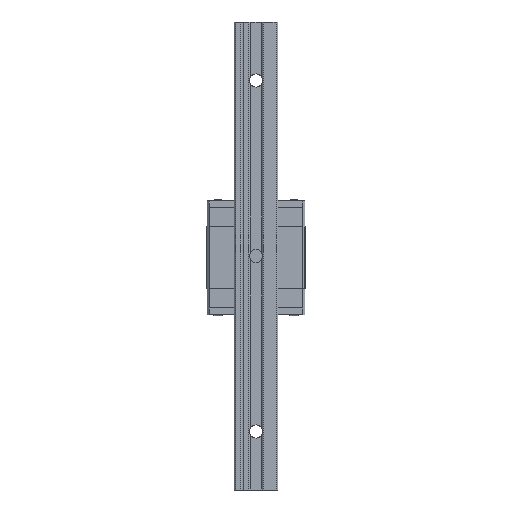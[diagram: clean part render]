
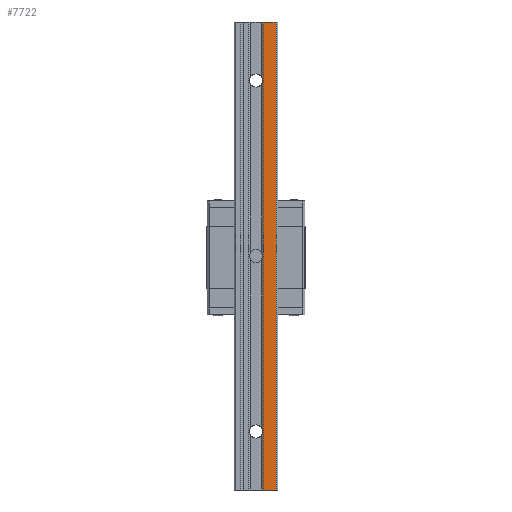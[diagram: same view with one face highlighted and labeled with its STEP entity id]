
A CAD part, front view. The second image highlights one B-rep face of the part: STEP entity #7722.
In plain terms, the highlighted planar face has unit normal (0, -1, 0).
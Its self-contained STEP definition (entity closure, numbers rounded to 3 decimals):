
#633 = CARTESIAN_POINT ( 'NONE',  ( 10., 0., -160. ) ) ;
#1487 = LINE ( 'NONE', #6732, #5567 ) ;
#1560 = LINE ( 'NONE', #633, #4411 ) ;
#1816 = EDGE_CURVE ( 'NONE', #6407, #2690, #7168, .T. ) ;
#1867 = ORIENTED_EDGE ( 'NONE', *, *, #1816, .T. ) ;
#2555 = DIRECTION ( 'NONE',  ( 0., 0., -1. ) ) ;
#2690 = VERTEX_POINT ( 'NONE', #3642 ) ;
#3012 = EDGE_CURVE ( 'NONE', #7553, #6823, #1560, .T. ) ;
#3462 = DIRECTION ( 'NONE',  ( 0., -1., 0. ) ) ;
#3642 = CARTESIAN_POINT ( 'NONE',  ( 14.4, 0., 0. ) ) ;
#3783 = EDGE_CURVE ( 'NONE', #7553, #6407, #1487, .T. ) ;
#3859 = VECTOR ( 'NONE', #5361, 1000. ) ;
#4275 = CARTESIAN_POINT ( 'NONE',  ( 10., 0., -160. ) ) ;
#4380 = CARTESIAN_POINT ( 'NONE',  ( 10., 0., -160. ) ) ;
#4411 = VECTOR ( 'NONE', #8636, 1000. ) ;
#4466 = ORIENTED_EDGE ( 'NONE', *, *, #3783, .T. ) ;
#5150 = ORIENTED_EDGE ( 'NONE', *, *, #8381, .F. ) ;
#5293 = PLANE ( 'NONE',  #8686 ) ;
#5353 = DIRECTION ( 'NONE',  ( 0., 0., 1. ) ) ;
#5361 = DIRECTION ( 'NONE',  ( 1., 0., 0. ) ) ;
#5475 = CARTESIAN_POINT ( 'NONE',  ( 10., 0., 0. ) ) ;
#5485 = CARTESIAN_POINT ( 'NONE',  ( 14.4, 0., -160. ) ) ;
#5567 = VECTOR ( 'NONE', #5836, 1000. ) ;
#5836 = DIRECTION ( 'NONE',  ( 1., 0., 0. ) ) ;
#6254 = CARTESIAN_POINT ( 'NONE',  ( 14.4, 0., -160. ) ) ;
#6262 = CARTESIAN_POINT ( 'NONE',  ( 10., 0., 0. ) ) ;
#6407 = VERTEX_POINT ( 'NONE', #5485 ) ;
#6732 = CARTESIAN_POINT ( 'NONE',  ( 10., 0., -160. ) ) ;
#6823 = VERTEX_POINT ( 'NONE', #5475 ) ;
#7086 = VECTOR ( 'NONE', #5353, 1000. ) ;
#7168 = LINE ( 'NONE', #6254, #7086 ) ;
#7175 = LINE ( 'NONE', #6262, #3859 ) ;
#7238 = ORIENTED_EDGE ( 'NONE', *, *, #3012, .F. ) ;
#7553 = VERTEX_POINT ( 'NONE', #4275 ) ;
#7722 = ADVANCED_FACE ( 'NONE', ( #7985 ), #5293, .T. ) ;
#7985 = FACE_OUTER_BOUND ( 'NONE', #8559, .T. ) ;
#8381 = EDGE_CURVE ( 'NONE', #6823, #2690, #7175, .T. ) ;
#8559 = EDGE_LOOP ( 'NONE', ( #5150, #7238, #4466, #1867 ) ) ;
#8636 = DIRECTION ( 'NONE',  ( 0., 0., 1. ) ) ;
#8686 = AXIS2_PLACEMENT_3D ( 'NONE', #4380, #3462, #2555 ) ;
